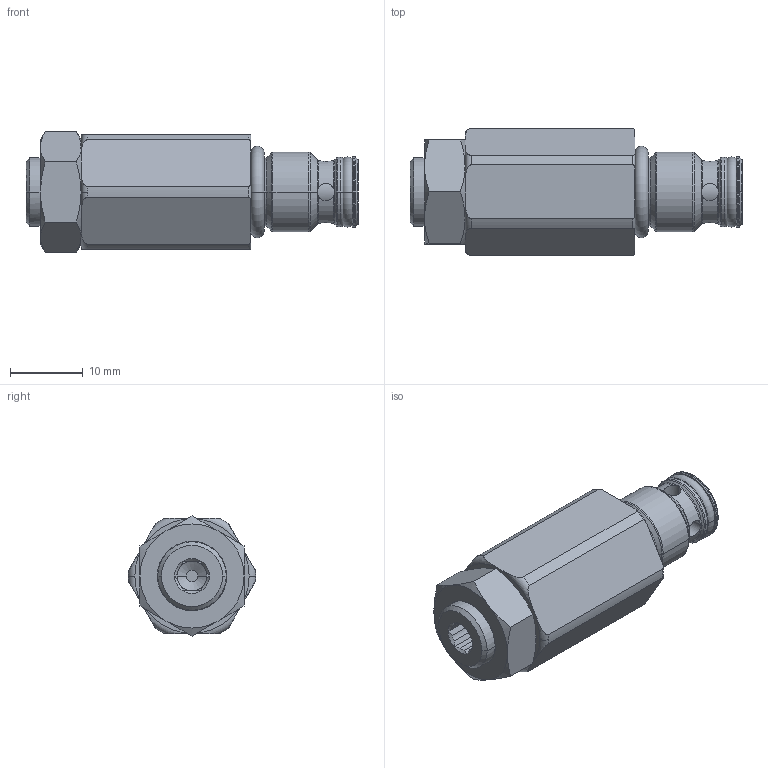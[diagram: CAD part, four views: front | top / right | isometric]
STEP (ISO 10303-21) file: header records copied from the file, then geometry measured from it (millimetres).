
FILE_DESCRIPTION((''),'2;1');
FILE_NAME('ILC70443712','2018-09-07T',('act'),(''),'PRO/ENGINEER BY PARAMETRIC TECHNOLOGY CORPORATION, 2013320','PRO/ENGINEER BY PARAMETRIC TECHNOLOGY CORPORATION, 2013320','');
FILE_SCHEMA(('AUTOMOTIVE_DESIGN { 1 0 10303 214 1 1 1 1 }'));
Length unit declared in the file: inch
Products named in the file (1): ILC70443712
Bounding box: 45.58 x 17.48 x 16.5 mm (x, y, z)
Volume: 7127.2 mm3; surface area: 3126.2 mm2
Topology: 1 solids, 1 shells, 214 faces, 526 edges, 325 vertices
Faces by surface type: cylinder 69, torus 56, plane 45, cone 42, bspline 2
Entity records: 16262 total; most frequent: CARTESIAN_POINT 9934, ORIENTED_EDGE 1052, DIRECTION 1043, EDGE_CURVE 526, AXIS2_PLACEMENT_3D 453, VERTEX_POINT 325, CIRCLE 241, EDGE_LOOP 227
